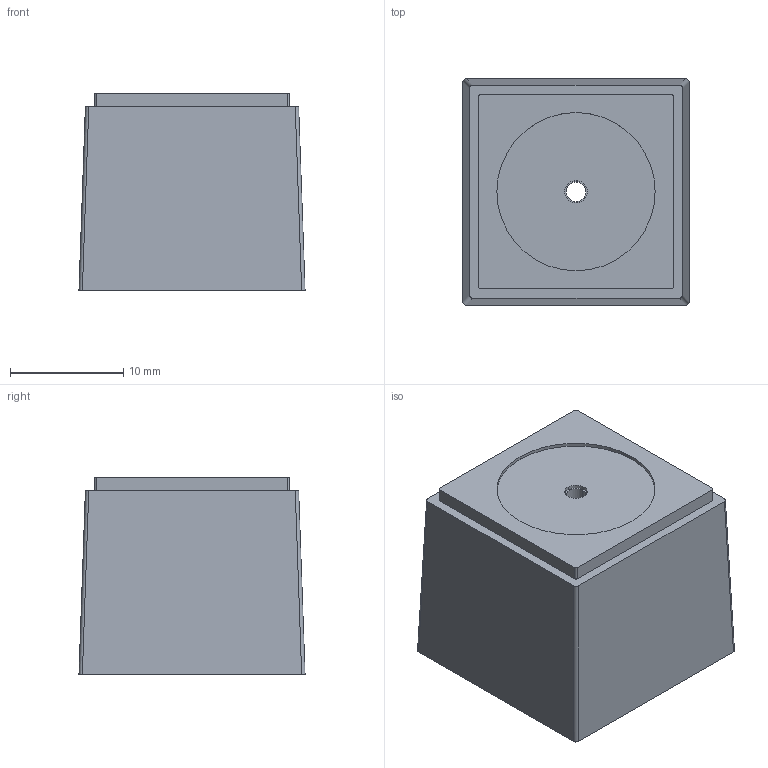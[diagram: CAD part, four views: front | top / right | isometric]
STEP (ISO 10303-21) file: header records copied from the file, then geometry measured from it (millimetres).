
FILE_DESCRIPTION(('CATIA V5 STEP Exchange','CAx-IF Rec.Pracs.--- Model Styling and Organization---1.2---2011-12-15'),'2;1');
FILE_NAME ('D1463297_0_2583360000_2583360000.stp','2018-05-29T10:17:45+00:00',('none'),('Weidmueller'),'CATIA Version 5-6 Release 2014','CATIA V5 STEP AP214','none');
FILE_SCHEMA(('AUTOMOTIVE_DESIGN { 1 0 10303 214 1 1 1 1 }'));
Length unit declared in the file: millimetre
Products named in the file (1): 2583360000_CABTITE_SE_1-5-2_SML
Bounding box: 20 x 20 x 17.5 mm (x, y, z)
Volume: 6376.2 mm3; surface area: 2212.1 mm2
Topology: 1 solids, 1 shells, 34 faces, 81 edges, 54 vertices
Faces by surface type: cylinder 19, plane 15
Entity records: 1121 total; most frequent: CARTESIAN_POINT 275, ORIENTED_EDGE 162, DIRECTION 141, EDGE_CURVE 81, AXIS2_PLACEMENT_3D 64, VERTEX_POINT 54, VECTOR 43, LINE 43
